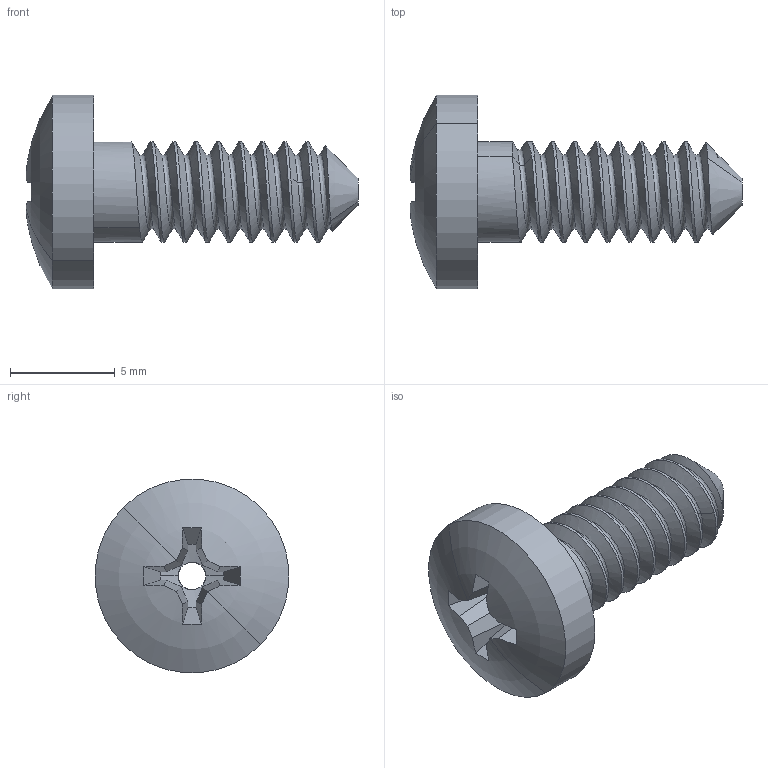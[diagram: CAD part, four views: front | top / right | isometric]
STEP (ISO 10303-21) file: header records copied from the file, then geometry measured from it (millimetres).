
FILE_DESCRIPTION((''),'2;1');
FILE_NAME('001_PAN_HEAD_INCH_ASM','2023-11-16T',('SYSTEM'),(''),'PRO/ENGINEER BY PARAMETRIC TECHNOLOGY CORPORATION, 2016360','PRO/ENGINEER BY PARAMETRIC TECHNOLOGY CORPORATION, 2016360','');
FILE_SCHEMA(('AUTOMOTIVE_DESIGN { 1 0 10303 214 1 1 1 1 }'));
Length unit declared in the file: inch
Products named in the file (2): P-C190_AF0; 001_PAN_HEAD_INCH_ASM
Assembly tree (1 placements, depth 2):
  001_PAN_HEAD_INCH_ASM
    P-C190_AF0
Bounding box: 15.86 x 9.24 x 9.24 mm (x, y, z)
Volume: 319.5 mm3; surface area: 508.7 mm2
Topology: 1 solids, 1 shells, 60 faces, 163 edges, 104 vertices
Faces by surface type: cylinder 21, bspline 19, plane 13, cone 5, sphere 2
Entity records: 5285 total; most frequent: CARTESIAN_POINT 3755, ORIENTED_EDGE 326, DIRECTION 195, EDGE_CURVE 163, COLOUR_RGB 110, VERTEX_POINT 104, B_SPLINE_CURVE_WITH_KNOTS 84, AXIS2_PLACEMENT_3D 72
